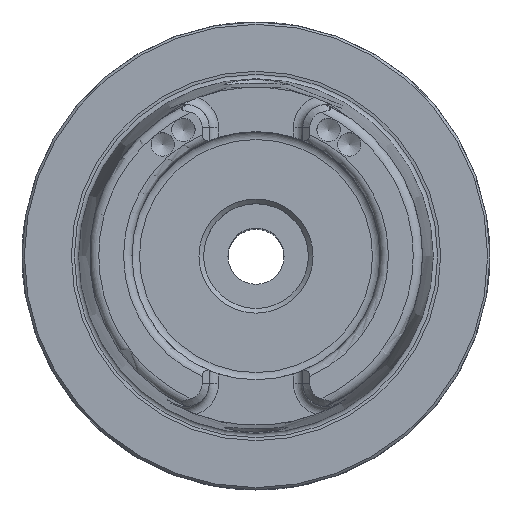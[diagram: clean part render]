
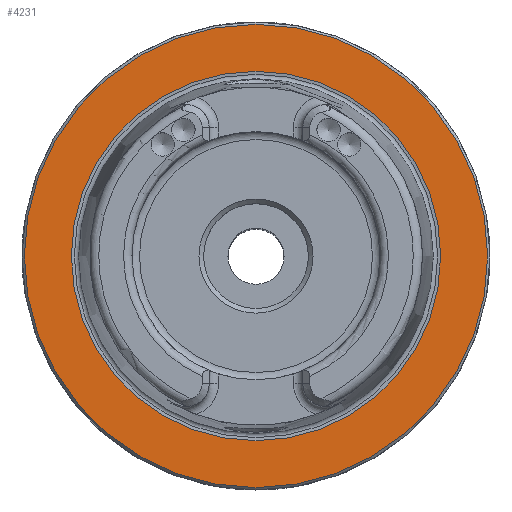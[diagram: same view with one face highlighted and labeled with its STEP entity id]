
A CAD part, top view. The second image highlights one B-rep face of the part: STEP entity #4231.
In plain terms, the highlighted planar face has unit normal (0, 0, 1).
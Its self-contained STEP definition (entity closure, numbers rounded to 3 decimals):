
#323=PLANE('',#4540);
#651=ORIENTED_EDGE('',*,*,#1288,.T.);
#652=ORIENTED_EDGE('',*,*,#1289,.F.);
#1288=EDGE_CURVE('',#1625,#1625,#1843,.T.);
#1289=EDGE_CURVE('',#1626,#1626,#1844,.T.);
#1625=VERTEX_POINT('',#6396);
#1626=VERTEX_POINT('',#6399);
#1843=CIRCLE('',#4539,49.5);
#1844=CIRCLE('',#4541,39.461);
#2083=EDGE_LOOP('',(#651));
#2084=EDGE_LOOP('',(#652));
#2429=FACE_BOUND('',#2083,.T.);
#2430=FACE_BOUND('',#2084,.T.);
#4231=ADVANCED_FACE('',(#2429,#2430),#323,.T.);
#4539=AXIS2_PLACEMENT_3D('',#6395,#5128,#5129);
#4540=AXIS2_PLACEMENT_3D('',#6397,#5130,#5131);
#4541=AXIS2_PLACEMENT_3D('',#6398,#5132,#5133);
#5128=DIRECTION('',(0.,0.,1.));
#5129=DIRECTION('',(-1.,0.,0.));
#5130=DIRECTION('',(0.,0.,1.));
#5131=DIRECTION('',(-1.,0.,0.));
#5132=DIRECTION('',(0.,0.,1.));
#5133=DIRECTION('',(-1.,0.,0.));
#6395=CARTESIAN_POINT('',(0.,0.,106.));
#6396=CARTESIAN_POINT('',(-49.5,0.,106.));
#6397=CARTESIAN_POINT('',(-49.5,0.,106.));
#6398=CARTESIAN_POINT('',(0.,0.,106.));
#6399=CARTESIAN_POINT('',(-39.461,0.,106.));
